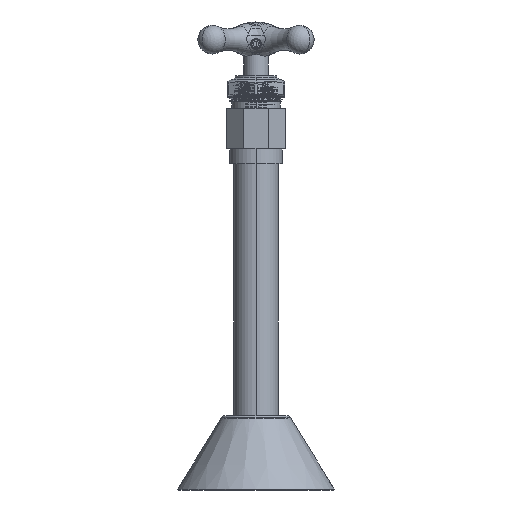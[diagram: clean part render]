
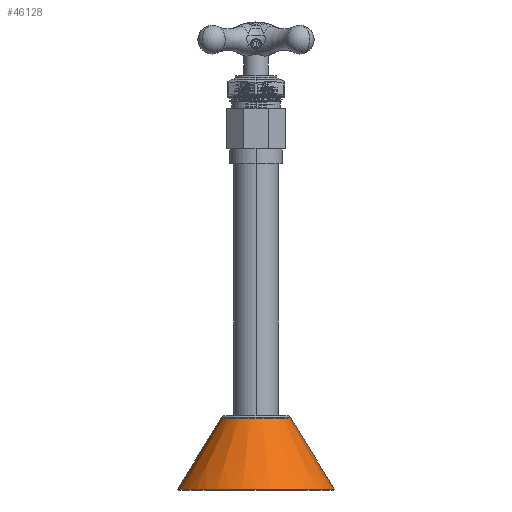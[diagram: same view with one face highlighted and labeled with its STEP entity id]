
A CAD part, front view. The second image highlights one B-rep face of the part: STEP entity #46128.
In plain terms, the highlighted conical face has half-angle 31.623 degrees and reference radius 21.907 mm.
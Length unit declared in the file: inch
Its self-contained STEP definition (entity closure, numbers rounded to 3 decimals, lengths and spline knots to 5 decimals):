
#44803=DIRECTION('',(-0.524,0.852,0.));
#44804=VECTOR('',#44803,1.28737);
#44805=CARTESIAN_POINT('',(1.2,0.,0.));
#44806=LINE('',#44805,#44804);
#44810=DIRECTION('',(0.524,0.852,0.));
#44811=VECTOR('',#44810,1.28737);
#44812=CARTESIAN_POINT('',(-1.2,0.,0.));
#44813=LINE('',#44812,#44811);
#44817=CARTESIAN_POINT('',(0.,0.,0.));
#44818=DIRECTION('',(0.,1.,0.));
#44819=DIRECTION('',(1.,0.,0.));
#44820=AXIS2_PLACEMENT_3D('',#44817,#44818,#44819);
#44841=CARTESIAN_POINT('',(0.,1.09622,0.));
#44842=DIRECTION('',(0.,1.,0.));
#44843=DIRECTION('',(1.,0.,0.));
#44844=AXIS2_PLACEMENT_3D('',#44841,#44842,#44843);
#45951=CARTESIAN_POINT('',(1.2,0.,0.));
#45952=CARTESIAN_POINT('',(0.525,1.09622,0.));
#45953=VERTEX_POINT('',#45951);
#45954=VERTEX_POINT('',#45952);
#45959=CARTESIAN_POINT('',(-1.2,0.,0.));
#45960=CARTESIAN_POINT('',(-0.525,1.09622,0.));
#45961=VERTEX_POINT('',#45959);
#45962=VERTEX_POINT('',#45960);
#46115=CARTESIAN_POINT('',(0.,0.54811,0.));
#46116=DIRECTION('',(0.,-1.,0.));
#46117=DIRECTION('',(-1.,0.,0.));
#46118=AXIS2_PLACEMENT_3D('',#46115,#46116,#46117);
#46119=CONICAL_SURFACE('',#46118,0.8625,31.623);
#46120=ORIENTED_EDGE('',*,*,#46104,.T.);
#46122=ORIENTED_EDGE('',*,*,#46121,.T.);
#46123=ORIENTED_EDGE('',*,*,#46108,.F.);
#46125=ORIENTED_EDGE('',*,*,#46124,.F.);
#46126=EDGE_LOOP('',(#46120,#46122,#46123,#46125));
#46127=FACE_OUTER_BOUND('',#46126,.F.);
#44821=CIRCLE('',#44820,1.2);
#44845=CIRCLE('',#44844,0.525);
#46104=EDGE_CURVE('',#45953,#45954,#44806,.T.);
#46108=EDGE_CURVE('',#45961,#45962,#44813,.T.);
#46121=EDGE_CURVE('',#45954,#45962,#44845,.T.);
#46124=EDGE_CURVE('',#45953,#45961,#44821,.T.);
#46128=ADVANCED_FACE('',(#46127),#46119,.T.);
